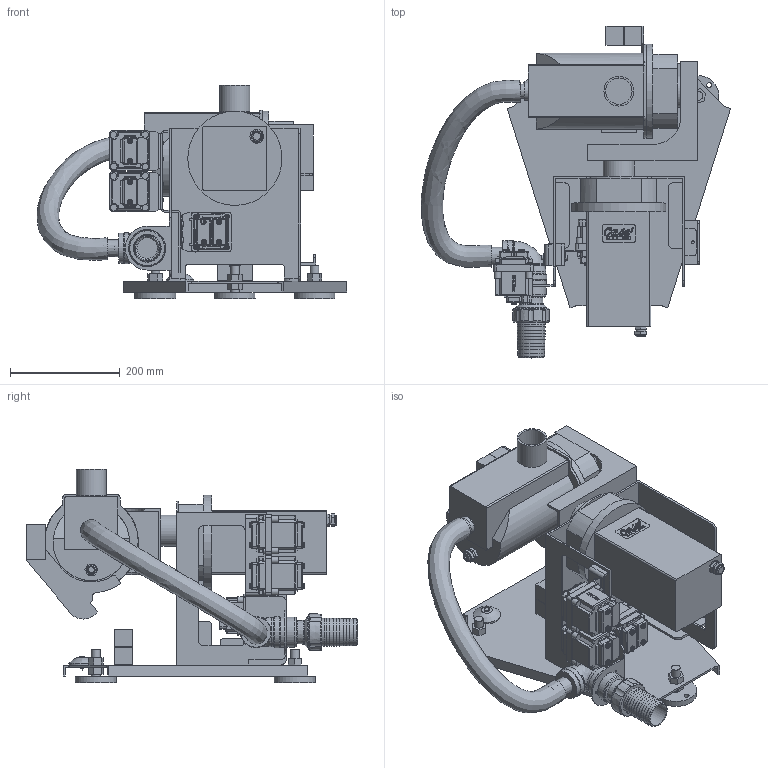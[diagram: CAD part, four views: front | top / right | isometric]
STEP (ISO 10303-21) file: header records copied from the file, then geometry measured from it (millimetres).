
FILE_DESCRIPTION(/* description */ (''),/* implementation_level */ '2;1');
FILE_NAME(/* name */ '72887_Multi Directional Drive S.stp',/* time_stamp */ '2019-01-22T11:06:37+01:00',/* author */ ('guzb562'),/* organization */ (''),/* preprocessor_version */ 'ST-DEVELOPER v17.2',/* originating_system */ 'Autodesk Inventor 2019',/* authorisation */ '');
FILE_SCHEMA (('CONFIG_CONTROL_DESIGN'));
Products named in the file (7): 72887_Multi Directional Drive S; 72887_Multi_directional dirve s 2d; 50493_Box_Power_24V; Box_DMX_; Stecker_Kappe; 72887_Multi Directional Drive S.Kabelbaum2; 72887_Multi Directional Drive S.Kabelbaum2_1
Assembly tree (14 placements, depth 3):
  72887_Multi Directional Drive S
    72887_Multi_directional dirve s 2d
    Box_DMX_  x2
    50493_Box_Power_24V
    Stecker_Kappe  x8
    72887_Multi Directional Drive S.Kabelbaum2
      72887_Multi Directional Drive S.Kabelbaum2_1
Bounding box: 564.31 x 605.5 x 389 mm (x, y, z)
Volume: 11959351.9 mm3; surface area: 1569010.7 mm2
Topology: 19 solids, 37 shells, 2984 faces, 7641 edges, 5052 vertices
Faces by surface type: plane 1881, cylinder 626, bspline 396, cone 62, torus 19
Full cylindrical faces by diameter (mm): 3.3 x3, 4.019 x1, 5 x16, 5.8 x2, 5.95 x2, 6 x32, 7 x12, 8.5 x6, 9 x3, 9.684 x1, 10 x16, 11 x1, 16 x6, 17 x2, 18 x2, 18.275 x1, 19.185 x2, 19.8 x1, 25 x2, 30 x1, 32.97 x1, 37.697 x1, 43.283 x1, 48 x1, 49.815 x1, 50.5 x1, 53.445 x1, 54.5 x1, 54.93 x2, 56.245 x1
Entity records: 60663 total; most frequent: CARTESIAN_POINT 17492, ORIENTED_EDGE 8980, DIRECTION 8048, EDGE_CURVE 4491, LINE 3182, VECTOR 3182, VERTEX_POINT 2983, AXIS2_PLACEMENT_3D 2433
